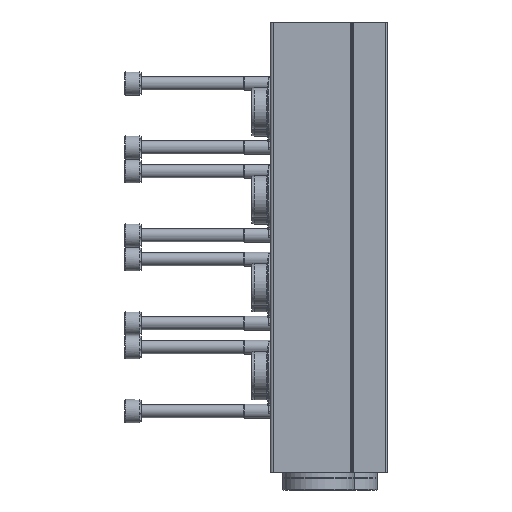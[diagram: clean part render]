
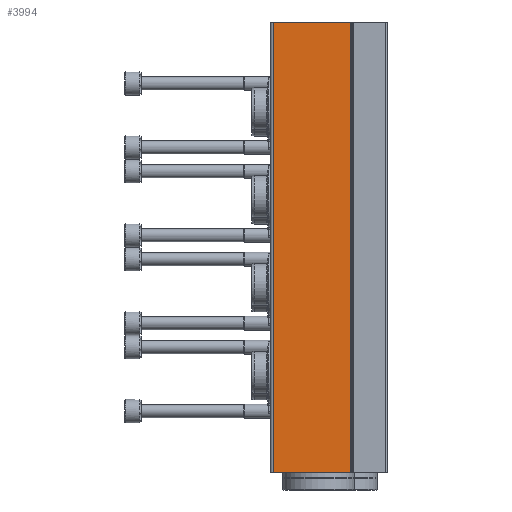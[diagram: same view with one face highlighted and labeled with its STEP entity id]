
A CAD part, left-side view. The second image highlights one B-rep face of the part: STEP entity #3994.
In plain terms, the highlighted planar face has unit normal (-1, 0, 0).
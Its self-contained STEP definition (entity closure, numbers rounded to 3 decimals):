
#147=PLANE('',#4308);
#258=LINE('',#6314,#532);
#259=LINE('',#6316,#533);
#260=LINE('',#6318,#534);
#261=LINE('',#6320,#535);
#532=VECTOR('',#4836,1000.);
#533=VECTOR('',#4839,1000.);
#534=VECTOR('',#4840,1000.);
#535=VECTOR('',#4841,1000.);
#1064=ORIENTED_EDGE('',*,*,#2138,.F.);
#1065=ORIENTED_EDGE('',*,*,#2137,.F.);
#1066=ORIENTED_EDGE('',*,*,#2139,.T.);
#1067=ORIENTED_EDGE('',*,*,#2140,.T.);
#2137=EDGE_CURVE('',#2674,#2672,#258,.T.);
#2138=EDGE_CURVE('',#2672,#2675,#259,.T.);
#2139=EDGE_CURVE('',#2674,#2676,#260,.T.);
#2140=EDGE_CURVE('',#2676,#2675,#261,.T.);
#2672=VERTEX_POINT('',#6309);
#2674=VERTEX_POINT('',#6313);
#2675=VERTEX_POINT('',#6317);
#2676=VERTEX_POINT('',#6319);
#3097=EDGE_LOOP('',(#1064,#1065,#1066,#1067));
#3497=FACE_BOUND('',#3097,.T.);
#3994=ADVANCED_FACE('',(#3497),#147,.T.);
#4308=AXIS2_PLACEMENT_3D('',#6315,#4837,#4838);
#4836=DIRECTION('',(0.,0.,1.));
#4837=DIRECTION('',(-1.,0.,0.));
#4838=DIRECTION('',(0.,0.,1.));
#4839=DIRECTION('',(0.,-1.,0.));
#4840=DIRECTION('',(0.,-1.,0.));
#4841=DIRECTION('',(0.,0.,1.));
#6309=CARTESIAN_POINT('',(-47.,41.5,0.));
#6313=CARTESIAN_POINT('',(-47.,41.5,-164.));
#6314=CARTESIAN_POINT('',(-47.,41.5,-164.));
#6315=CARTESIAN_POINT('',(-47.,41.5,-164.));
#6316=CARTESIAN_POINT('',(-47.,41.5,0.));
#6317=CARTESIAN_POINT('',(-47.,13.377,0.));
#6318=CARTESIAN_POINT('',(-47.,41.5,-164.));
#6319=CARTESIAN_POINT('',(-47.,13.377,-164.));
#6320=CARTESIAN_POINT('',(-47.,13.377,-164.));
